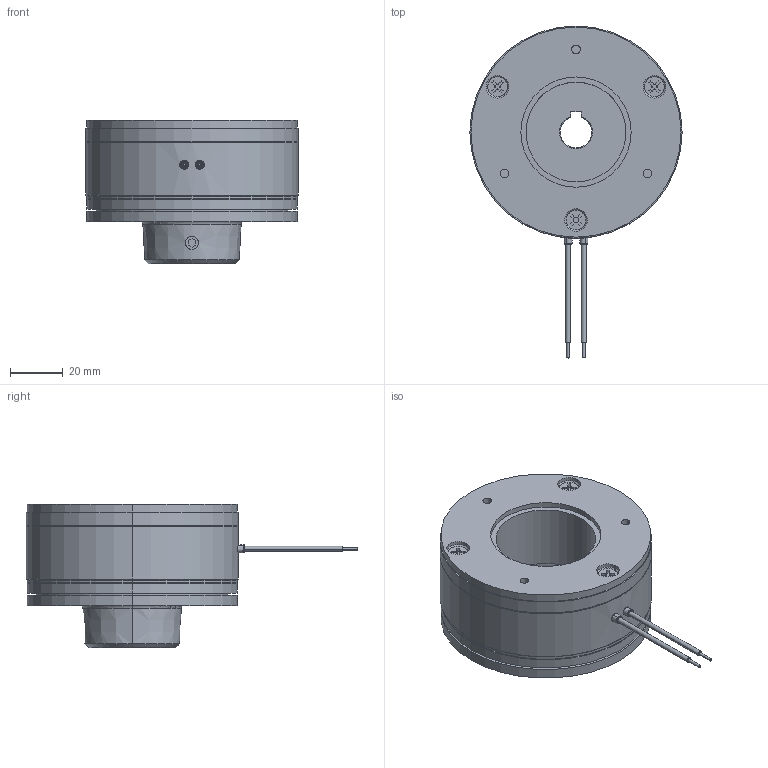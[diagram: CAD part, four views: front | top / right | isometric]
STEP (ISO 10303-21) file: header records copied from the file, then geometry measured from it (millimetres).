
FILE_DESCRIPTION (( 'STEP AP214' ), '1' );
FILE_NAME ('dr_bk_07P1-330_mu.STEP', '2021-11-30T13:43:52', ( '' ), ( '' ), 'SwSTEP 2.0', 'SolidWorks 2019', '' );
FILE_SCHEMA (( 'AUTOMOTIVE_DESIGN' ));
Length unit declared in the file: millimetre
Products named in the file (11): dr_bk_07P1-330_mu; 10069449_000; 10068805_000; 10068806_000_Eingebaut in 07.P1.020-0387__; 10068806_000_Einbaul„nge 3mm; 10068793_000_M6x10 ISO 4026; 10069448_000; 10068971_000; 10069025_000; 10069024_000; 10069026_000
Assembly tree (19 placements, depth 4):
  dr_bk_07P1-330_mu
    10068971_000
    10069448_000
      10069449_000
      10069025_000
        10069024_000
        10068805_000  x3
        10069026_000
        10068806_000_Einbaul„nge 3mm  x3
      10068806_000_Eingebaut in 07.P1.020-0387__  x3
      10068805_000  x3
      10068793_000_M6x10 ISO 4026
Bounding box: 80.8 x 126.4 x 54.7 mm (x, y, z)
Volume: 165421.2 mm3; surface area: 48807.2 mm2
Topology: 19 solids, 19 shells, 638 faces, 1585 edges, 1010 vertices
Faces by surface type: plane 203, cylinder 175, bspline 111, cone 106, torus 31, sphere 12
Entity records: 25798 total; most frequent: CARTESIAN_POINT 11177, ORIENTED_EDGE 2722, DIRECTION 2301, EDGE_CURVE 1361, VERTEX_POINT 882, AXIS2_PLACEMENT_3D 840, LINE 621, VECTOR 621
